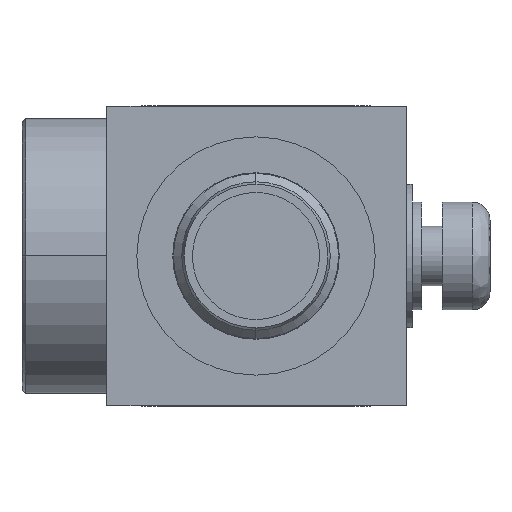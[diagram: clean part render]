
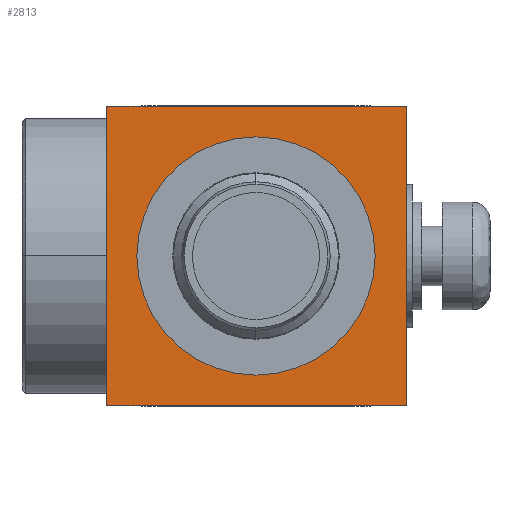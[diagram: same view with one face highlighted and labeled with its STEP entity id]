
A CAD part, left-side view. The second image highlights one B-rep face of the part: STEP entity #2813.
In plain terms, the highlighted planar face has unit normal (-1, 0, 0).
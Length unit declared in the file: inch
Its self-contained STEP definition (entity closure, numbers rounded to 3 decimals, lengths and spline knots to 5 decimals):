
#48 = PLANE ( 'NONE',  #2971 ) ;
#71 = CARTESIAN_POINT ( 'NONE',  ( -0.7185, 0.49016, 0.49213 ) ) ;
#316 = FACE_OUTER_BOUND ( 'NONE', #2279, .T. ) ;
#374 = CARTESIAN_POINT ( 'NONE',  ( -0.7185, 0.49016, -0.49213 ) ) ;
#425 = VECTOR ( 'NONE', #3278, 39.37008 ) ;
#451 = VERTEX_POINT ( 'NONE', #1951 ) ;
#561 = ORIENTED_EDGE ( 'NONE', *, *, #3431, .T. ) ;
#567 = DIRECTION ( 'NONE',  ( -1., 0., 0. ) ) ;
#595 = VERTEX_POINT ( 'NONE', #642 ) ;
#641 = LINE ( 'NONE', #2998, #425 ) ;
#642 = CARTESIAN_POINT ( 'NONE',  ( -0.7185, -0.49409, -0.49213 ) ) ;
#686 = LINE ( 'NONE', #374, #1032 ) ;
#719 = AXIS2_PLACEMENT_3D ( 'NONE', #770, #1375, #3061 ) ;
#770 = CARTESIAN_POINT ( 'NONE',  ( -0.7185, 0., 0. ) ) ;
#850 = CARTESIAN_POINT ( 'NONE',  ( -0.7185, 0.49016, -0.49213 ) ) ;
#916 = DIRECTION ( 'NONE',  ( 1., 0., 0. ) ) ;
#940 = VERTEX_POINT ( 'NONE', #2327 ) ;
#952 = CARTESIAN_POINT ( 'NONE',  ( -0.7185, 0., 0.39173 ) ) ;
#1032 = VECTOR ( 'NONE', #1242, 39.37008 ) ;
#1049 = DIRECTION ( 'NONE',  ( 0., -1., 0. ) ) ;
#1242 = DIRECTION ( 'NONE',  ( 0., 1., 0. ) ) ;
#1301 = CARTESIAN_POINT ( 'NONE',  ( -0.7185, 0., -0.39173 ) ) ;
#1316 = ORIENTED_EDGE ( 'NONE', *, *, #3046, .F. ) ;
#1332 = LINE ( 'NONE', #2497, #3217 ) ;
#1375 = DIRECTION ( 'NONE',  ( -1., 0., 0. ) ) ;
#1542 = DIRECTION ( 'NONE',  ( 0., 0., 1. ) ) ;
#1774 = ORIENTED_EDGE ( 'NONE', *, *, #3584, .F. ) ;
#1822 = VERTEX_POINT ( 'NONE', #850 ) ;
#1951 = CARTESIAN_POINT ( 'NONE',  ( -0.7185, 0.49016, 0.49213 ) ) ;
#1997 = VECTOR ( 'NONE', #1542, 39.37008 ) ;
#2059 = ORIENTED_EDGE ( 'NONE', *, *, #2223, .F. ) ;
#2101 = FACE_BOUND ( 'NONE', #2234, .T. ) ;
#2116 = DIRECTION ( 'NONE',  ( 0., 0., -1. ) ) ;
#2223 = EDGE_CURVE ( 'NONE', #2778, #2330, #2734, .T. ) ;
#2234 = EDGE_LOOP ( 'NONE', ( #1774, #2059 ) ) ;
#2239 = EDGE_CURVE ( 'NONE', #595, #1822, #686, .T. ) ;
#2279 = EDGE_LOOP ( 'NONE', ( #561, #1316, #3366, #3487 ) ) ;
#2327 = CARTESIAN_POINT ( 'NONE',  ( -0.7185, -0.49409, 0.49213 ) ) ;
#2330 = VERTEX_POINT ( 'NONE', #1301 ) ;
#2497 = CARTESIAN_POINT ( 'NONE',  ( -0.7185, 0., 0.49213 ) ) ;
#2724 = EDGE_CURVE ( 'NONE', #1822, #451, #641, .T. ) ;
#2734 = CIRCLE ( 'NONE', #3571, 0.39173 ) ;
#2778 = VERTEX_POINT ( 'NONE', #952 ) ;
#2813 = ADVANCED_FACE ( 'NONE', ( #2101, #316 ), #48, .F. ) ;
#2971 = AXIS2_PLACEMENT_3D ( 'NONE', #71, #916, #3557 ) ;
#2998 = CARTESIAN_POINT ( 'NONE',  ( -0.7185, 0.49016, 0.49213 ) ) ;
#3046 = EDGE_CURVE ( 'NONE', #451, #940, #1332, .T. ) ;
#3061 = DIRECTION ( 'NONE',  ( 0., 0., -1. ) ) ;
#3177 = CARTESIAN_POINT ( 'NONE',  ( -0.7185, 0., 0. ) ) ;
#3217 = VECTOR ( 'NONE', #1049, 39.37008 ) ;
#3270 = CARTESIAN_POINT ( 'NONE',  ( -0.7185, -0.49409, 0.49213 ) ) ;
#3278 = DIRECTION ( 'NONE',  ( 0., 0., 1. ) ) ;
#3366 = ORIENTED_EDGE ( 'NONE', *, *, #2724, .F. ) ;
#3392 = LINE ( 'NONE', #3270, #1997 ) ;
#3431 = EDGE_CURVE ( 'NONE', #595, #940, #3392, .T. ) ;
#3487 = ORIENTED_EDGE ( 'NONE', *, *, #2239, .F. ) ;
#3557 = DIRECTION ( 'NONE',  ( 0., 0., -1. ) ) ;
#3571 = AXIS2_PLACEMENT_3D ( 'NONE', #3177, #567, #2116 ) ;
#3584 = EDGE_CURVE ( 'NONE', #2330, #2778, #3644, .T. ) ;
#3644 = CIRCLE ( 'NONE', #719, 0.39173 ) ;
